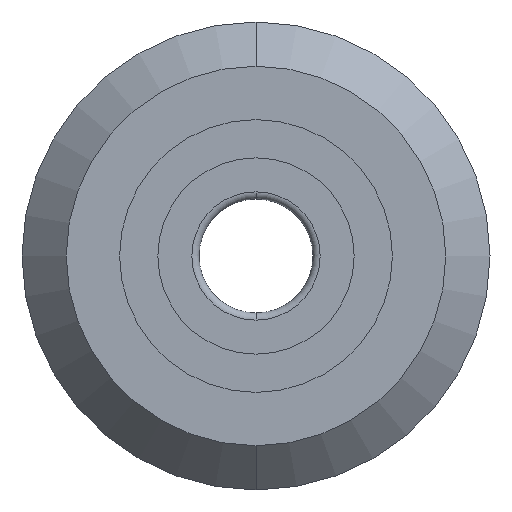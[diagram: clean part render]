
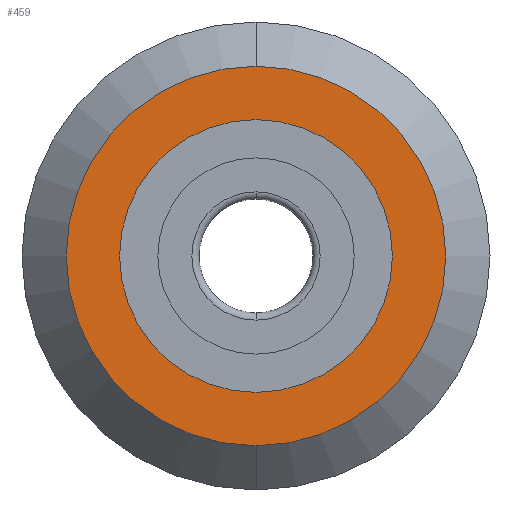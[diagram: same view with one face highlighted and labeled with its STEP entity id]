
A CAD part, left-side view. The second image highlights one B-rep face of the part: STEP entity #459.
In plain terms, the highlighted planar face has unit normal (-1, 0, 0).
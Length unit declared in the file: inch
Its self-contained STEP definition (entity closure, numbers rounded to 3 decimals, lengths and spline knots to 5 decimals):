
#36 = DIRECTION ( 'NONE',  ( 1., 0., 0. ) ) ;
#109 = AXIS2_PLACEMENT_3D ( 'NONE', #1135, #36, #589 ) ;
#158 = FACE_BOUND ( 'NONE', #996, .T. ) ;
#160 = DIRECTION ( 'NONE',  ( 1., 0., 0. ) ) ;
#171 = CARTESIAN_POINT ( 'NONE',  ( -0.15472, 0.3122, -1.79921 ) ) ;
#193 = DIRECTION ( 'NONE',  ( 0., 0., -1. ) ) ;
#206 = AXIS2_PLACEMENT_3D ( 'NONE', #839, #160, #1649 ) ;
#234 = DIRECTION ( 'NONE',  ( 1., 0., 0. ) ) ;
#325 = CARTESIAN_POINT ( 'NONE',  ( -0.15472, 0.53661, -1.5748 ) ) ;
#408 = VERTEX_POINT ( 'NONE', #421 ) ;
#421 = CARTESIAN_POINT ( 'NONE',  ( -0.15472, 0.3122, -1.35039 ) ) ;
#442 = AXIS2_PLACEMENT_3D ( 'NONE', #1420, #478, #193 ) ;
#452 = DIRECTION ( 'NONE',  ( 1., 0., 0. ) ) ;
#453 = VERTEX_POINT ( 'NONE', #171 ) ;
#459 = ADVANCED_FACE ( 'NONE', ( #705, #158 ), #1685, .F. ) ;
#478 = DIRECTION ( 'NONE',  ( 1., 0., 0. ) ) ;
#529 = CARTESIAN_POINT ( 'NONE',  ( -0.15472, 0.3122, -1.5748 ) ) ;
#536 = CIRCLE ( 'NONE', #442, 0.3122 ) ;
#555 = ORIENTED_EDGE ( 'NONE', *, *, #1150, .T. ) ;
#576 = CIRCLE ( 'NONE', #206, 0.22441 ) ;
#589 = DIRECTION ( 'NONE',  ( 0., 0., -1. ) ) ;
#663 = ORIENTED_EDGE ( 'NONE', *, *, #1792, .F. ) ;
#689 = AXIS2_PLACEMENT_3D ( 'NONE', #325, #452, #995 ) ;
#705 = FACE_OUTER_BOUND ( 'NONE', #1650, .T. ) ;
#839 = CARTESIAN_POINT ( 'NONE',  ( -0.15472, 0.3122, -1.5748 ) ) ;
#971 = CIRCLE ( 'NONE', #109, 0.3122 ) ;
#995 = DIRECTION ( 'NONE',  ( 0., 0., -1. ) ) ;
#996 = EDGE_LOOP ( 'NONE', ( #1085, #555 ) ) ;
#999 = AXIS2_PLACEMENT_3D ( 'NONE', #529, #234, #1752 ) ;
#1012 = EDGE_CURVE ( 'NONE', #453, #408, #1640, .T. ) ;
#1017 = CARTESIAN_POINT ( 'NONE',  ( -0.15472, 0.3122, -1.88701 ) ) ;
#1085 = ORIENTED_EDGE ( 'NONE', *, *, #1012, .T. ) ;
#1135 = CARTESIAN_POINT ( 'NONE',  ( -0.15472, 0.3122, -1.5748 ) ) ;
#1150 = EDGE_CURVE ( 'NONE', #408, #453, #576, .T. ) ;
#1331 = ORIENTED_EDGE ( 'NONE', *, *, #1367, .F. ) ;
#1332 = VERTEX_POINT ( 'NONE', #1562 ) ;
#1367 = EDGE_CURVE ( 'NONE', #1332, #1793, #971, .T. ) ;
#1420 = CARTESIAN_POINT ( 'NONE',  ( -0.15472, 0.3122, -1.5748 ) ) ;
#1562 = CARTESIAN_POINT ( 'NONE',  ( -0.15472, 0.3122, -1.2626 ) ) ;
#1640 = CIRCLE ( 'NONE', #999, 0.22441 ) ;
#1649 = DIRECTION ( 'NONE',  ( 0., 0., -1. ) ) ;
#1650 = EDGE_LOOP ( 'NONE', ( #663, #1331 ) ) ;
#1685 = PLANE ( 'NONE',  #689 ) ;
#1752 = DIRECTION ( 'NONE',  ( 0., 0., -1. ) ) ;
#1792 = EDGE_CURVE ( 'NONE', #1793, #1332, #536, .T. ) ;
#1793 = VERTEX_POINT ( 'NONE', #1017 ) ;
